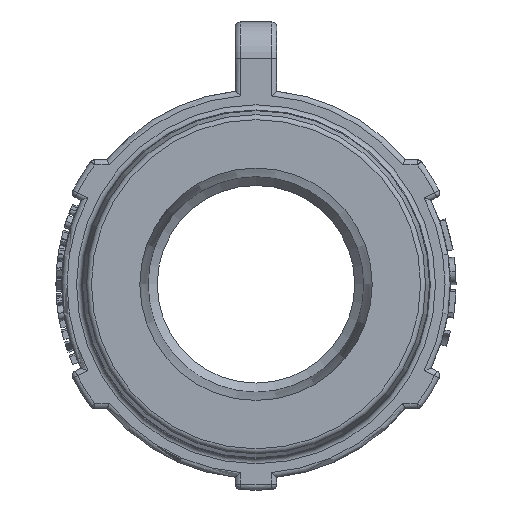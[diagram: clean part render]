
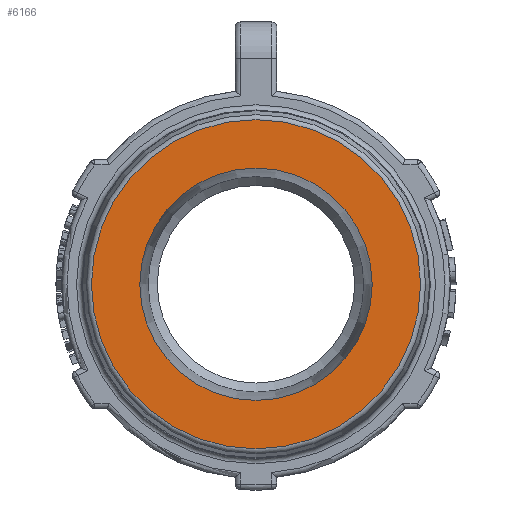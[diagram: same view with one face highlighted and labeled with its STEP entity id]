
A CAD part, left-side view. The second image highlights one B-rep face of the part: STEP entity #6166.
In plain terms, the highlighted planar face has unit normal (-1, 0, 0).
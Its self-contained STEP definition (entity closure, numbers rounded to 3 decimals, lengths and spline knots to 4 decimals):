
#1245=PLANE($,#6599);
#1492=FACE_BOUND($,#1961,.T.);
#1493=FACE_BOUND($,#1962,.T.);
#1961=EDGE_LOOP($,(#4274));
#1962=EDGE_LOOP($,(#4275));
#2434=CIRCLE($,#6595,0.9916);
#2437=CIRCLE($,#6600,0.7);
#2693=VERTEX_POINT($,#8660);
#2696=VERTEX_POINT($,#8668);
#3310=EDGE_CURVE($,#2693,#2693,#2434,.T.);
#3313=EDGE_CURVE($,#2696,#2696,#2437,.T.);
#4274=ORIENTED_EDGE($,*,*,#3313,.T.);
#4275=ORIENTED_EDGE($,*,*,#3310,.F.);
#6166=ADVANCED_FACE($,(#1492,#1493),#1245,.T.);
#6595=AXIS2_PLACEMENT_3D($,#8661,#7191,#7192);
#6599=AXIS2_PLACEMENT_3D($,#8667,#7199,#7200);
#6600=AXIS2_PLACEMENT_3D($,#8669,#7201,#7202);
#7191=DIRECTION('center_axis',(1.,0.,0.));
#7192=DIRECTION('ref_axis',(0.,-1.,0.));
#7199=DIRECTION('center_axis',(-1.,0.,0.));
#7200=DIRECTION('ref_axis',(0.,0.,1.));
#7201=DIRECTION('center_axis',(1.,0.,0.));
#7202=DIRECTION('ref_axis',(0.,0.,-1.));
#8660=CARTESIAN_POINT('',(0.,0.9916,0.));
#8661=CARTESIAN_POINT('Origin',(0.,0.,0.));
#8667=CARTESIAN_POINT('Origin',(0.,1.0156,0.));
#8668=CARTESIAN_POINT('',(0.,0.7,0.));
#8669=CARTESIAN_POINT('Origin',(0.,0.,0.));
